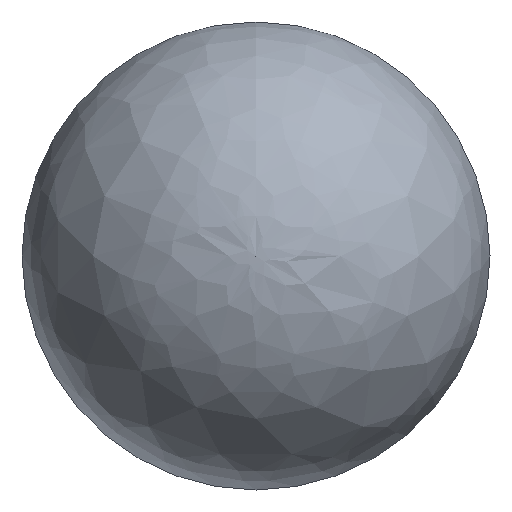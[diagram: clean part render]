
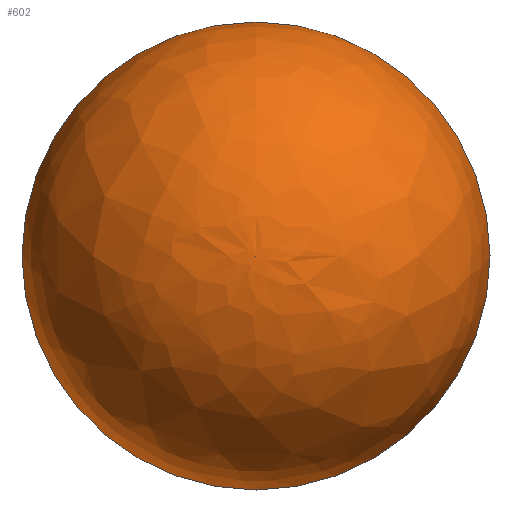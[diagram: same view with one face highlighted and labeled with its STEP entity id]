
A CAD part, left-side view. The second image highlights one B-rep face of the part: STEP entity #602.
In plain terms, the highlighted free-form (B-spline) face has degree [2, 2] with [3, 9] control points.
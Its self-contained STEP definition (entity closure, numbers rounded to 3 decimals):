
#15=(
BOUNDED_SURFACE()
B_SPLINE_SURFACE(2,2,((#1456,#1457,#1458,#1459,#1460,#1461,#1462,#1463,
#1464),(#1465,#1466,#1467,#1468,#1469,#1470,#1471,#1472,#1473),(#1474,#1475,
#1476,#1477,#1478,#1479,#1480,#1481,#1482)),.UNSPECIFIED.,.F.,.T.,.F.)
B_SPLINE_SURFACE_WITH_KNOTS((3,3),(3,2,2,2,3),(-1.57,-0.033),
(-3.142,-1.571,0.,1.571,3.142),
 .UNSPECIFIED.)
GEOMETRIC_REPRESENTATION_ITEM()
RATIONAL_B_SPLINE_SURFACE(((1.,0.707,1.,0.707,1.,
0.707,1.,0.707,1.),(0.719,0.508,
0.719,0.508,0.719,0.508,
0.719,0.508,0.719),(1.,0.707,
1.,0.707,1.,0.707,1.,0.707,1.)))
REPRESENTATION_ITEM('')
SURFACE()
);
#86=CIRCLE('',#703,17.972);
#87=CIRCLE('',#704,18.);
#153=FACE_OUTER_BOUND('',#193,.T.);
#193=EDGE_LOOP('',(#544,#545,#546));
#287=VERTEX_POINT('',#1453);
#288=VERTEX_POINT('',#1483);
#374=EDGE_CURVE('',#287,#287,#86,.T.);
#375=EDGE_CURVE('',#287,#288,#87,.T.);
#544=ORIENTED_EDGE('',*,*,#374,.F.);
#545=ORIENTED_EDGE('',*,*,#375,.T.);
#546=ORIENTED_EDGE('',*,*,#375,.F.);
#602=ADVANCED_FACE('',(#153),#15,.F.);
#703=AXIS2_PLACEMENT_3D('',#1455,#880,#881);
#704=AXIS2_PLACEMENT_3D('',#1484,#882,#883);
#880=DIRECTION('center_axis',(1.,0.,0.));
#881=DIRECTION('ref_axis',(0.,-1.,0.));
#882=DIRECTION('center_axis',(0.,-1.,0.));
#883=DIRECTION('ref_axis',(0.,0.,1.));
#1453=CARTESIAN_POINT('',(-14.725,-1.585,17.972));
#1455=CARTESIAN_POINT('Origin',(-14.725,-1.585,0.));
#1456=CARTESIAN_POINT('Ctrl Pts',(-32.13,-1.585,0.));
#1457=CARTESIAN_POINT('Ctrl Pts',(-32.13,-1.585,0.));
#1458=CARTESIAN_POINT('Ctrl Pts',(-32.13,-1.585,0.));
#1459=CARTESIAN_POINT('Ctrl Pts',(-32.13,-1.585,0.));
#1460=CARTESIAN_POINT('Ctrl Pts',(-32.13,-1.585,0.));
#1461=CARTESIAN_POINT('Ctrl Pts',(-32.13,-1.585,0.));
#1462=CARTESIAN_POINT('Ctrl Pts',(-32.13,-1.585,0.));
#1463=CARTESIAN_POINT('Ctrl Pts',(-32.13,-1.585,0.));
#1464=CARTESIAN_POINT('Ctrl Pts',(-32.13,-1.585,0.));
#1465=CARTESIAN_POINT('Ctrl Pts',(-32.112,-1.585,17.397));
#1466=CARTESIAN_POINT('Ctrl Pts',(-32.112,-18.982,17.397));
#1467=CARTESIAN_POINT('Ctrl Pts',(-32.112,-18.982,0.));
#1468=CARTESIAN_POINT('Ctrl Pts',(-32.112,-18.982,-17.397));
#1469=CARTESIAN_POINT('Ctrl Pts',(-32.112,-1.585,-17.397));
#1470=CARTESIAN_POINT('Ctrl Pts',(-32.112,15.811,-17.397));
#1471=CARTESIAN_POINT('Ctrl Pts',(-32.112,15.811,0.));
#1472=CARTESIAN_POINT('Ctrl Pts',(-32.112,15.811,17.397));
#1473=CARTESIAN_POINT('Ctrl Pts',(-32.112,-1.585,17.397));
#1474=CARTESIAN_POINT('Ctrl Pts',(-14.725,-1.585,17.972));
#1475=CARTESIAN_POINT('Ctrl Pts',(-14.725,-19.557,17.972));
#1476=CARTESIAN_POINT('Ctrl Pts',(-14.725,-19.557,0.));
#1477=CARTESIAN_POINT('Ctrl Pts',(-14.725,-19.557,-17.972));
#1478=CARTESIAN_POINT('Ctrl Pts',(-14.725,-1.585,-17.972));
#1479=CARTESIAN_POINT('Ctrl Pts',(-14.725,16.386,-17.972));
#1480=CARTESIAN_POINT('Ctrl Pts',(-14.725,16.386,0.));
#1481=CARTESIAN_POINT('Ctrl Pts',(-14.725,16.386,17.972));
#1482=CARTESIAN_POINT('Ctrl Pts',(-14.725,-1.585,17.972));
#1483=CARTESIAN_POINT('',(-32.13,-1.585,0.));
#1484=CARTESIAN_POINT('Origin',(-14.13,-1.585,-0.019));
